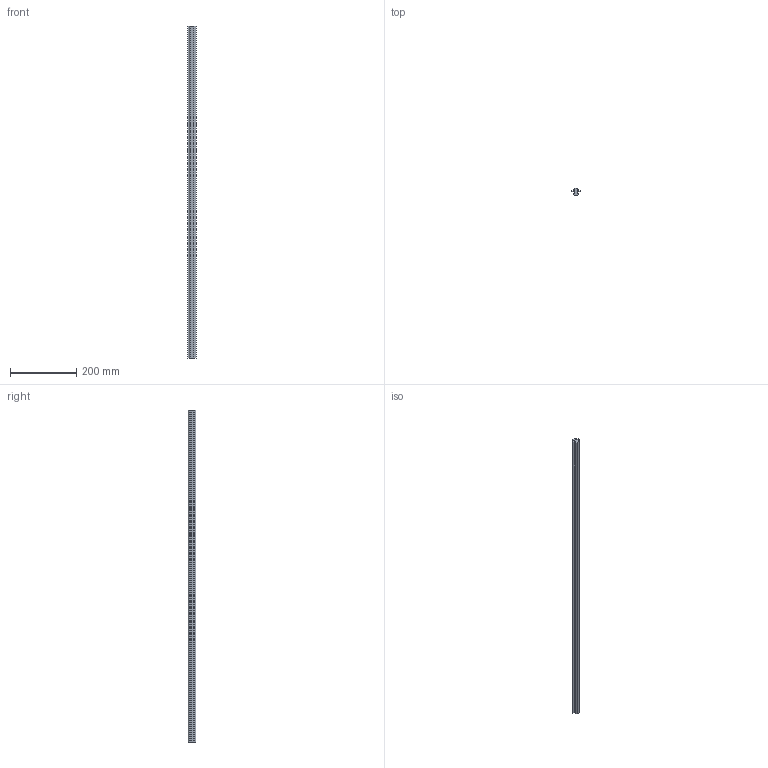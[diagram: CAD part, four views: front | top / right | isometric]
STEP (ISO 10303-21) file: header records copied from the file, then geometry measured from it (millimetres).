
FILE_DESCRIPTION(/* description */ (''),/* implementation_level */ '2;1');
FILE_NAME(/* name */ '141062',/* time_stamp */ '2014-10-06T10:57:57+02:00',/* author */ (''),/* organization */ (''),/* preprocessor_version */ 'ST-DEVELOPER v14',/* originating_system */ 'HiCAD 2013 1802.4 Build 509',/* authorisation */ '');
FILE_SCHEMA (('AUTOMOTIVE_DESIGN { 1 0 10303 214 1 1 1 1 }'));
Length unit declared in the file: millimetre
Products named in the file (2): Root; 141062Glijprofiel sleuf 10-8eBOIKON0
Assembly tree (1 placements, depth 2):
  Root
    141062Glijprofiel sleuf 10-8eBOIKON0
Bounding box: 25 x 22.3 x 1000 mm (x, y, z)
Volume: 299535 mm3; surface area: 114798.1 mm2
Topology: 1 solids, 1 shells, 26 faces, 72 edges, 48 vertices
Faces by surface type: plane 26
Entity records: 852 total; most frequent: CARTESIAN_POINT 148, ORIENTED_EDGE 144, DIRECTION 128, VECTOR 72, LINE 72, EDGE_CURVE 72, VERTEX_POINT 48, AXIS2_PLACEMENT_3D 28
